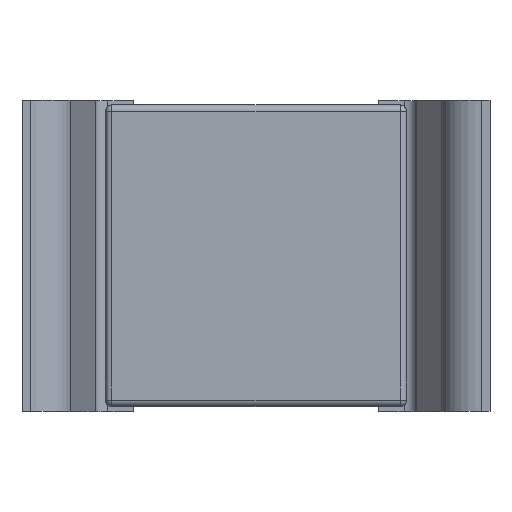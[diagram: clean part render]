
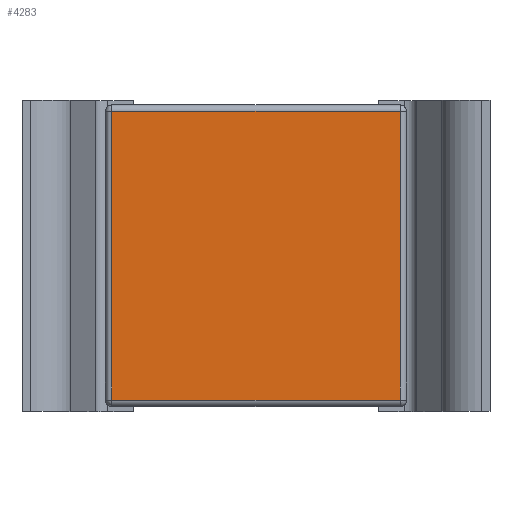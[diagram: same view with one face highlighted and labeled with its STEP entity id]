
A CAD part, top view. The second image highlights one B-rep face of the part: STEP entity #4283.
In plain terms, the highlighted planar face has unit normal (0, 0, 1).
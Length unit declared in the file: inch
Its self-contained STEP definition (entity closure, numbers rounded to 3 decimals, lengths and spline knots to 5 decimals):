
#3978=CARTESIAN_POINT('',(0.22047,-0.22047,0.81693));
#3979=VERTEX_POINT('',#3978);
#3987=CARTESIAN_POINT('',(-0.22047,-0.22047,0.81693));
#3988=VERTEX_POINT('',#3987);
#3989=CARTESIAN_POINT('',(0.22047,-0.22047,0.81693));
#3990=DIRECTION('',(-1.0,0.0,0.0));
#3991=VECTOR('',#3990,0.44094);
#3992=LINE('',#3989,#3991);
#3993=EDGE_CURVE('',#3979,#3988,#3992,.T.);
#4027=CARTESIAN_POINT('',(-0.22047,0.22047,0.81693));
#4028=VERTEX_POINT('',#4027);
#4029=CARTESIAN_POINT('',(-0.22047,-0.22047,0.81693));
#4030=DIRECTION('',(0.0,1.0,0.0));
#4031=VECTOR('',#4030,0.44094);
#4032=LINE('',#4029,#4031);
#4033=EDGE_CURVE('',#3988,#4028,#4032,.T.);
#4067=CARTESIAN_POINT('',(0.22047,0.22047,0.81693));
#4068=VERTEX_POINT('',#4067);
#4069=CARTESIAN_POINT('',(-0.22047,0.22047,0.81693));
#4070=DIRECTION('',(1.0,0.0,0.0));
#4071=VECTOR('',#4070,0.44094);
#4072=LINE('',#4069,#4071);
#4073=EDGE_CURVE('',#4028,#4068,#4072,.T.);
#4124=CARTESIAN_POINT('',(0.22047,0.22047,0.81693));
#4125=DIRECTION('',(0.0,-1.0,0.0));
#4126=VECTOR('',#4125,0.44094);
#4127=LINE('',#4124,#4126);
#4128=EDGE_CURVE('',#4068,#3979,#4127,.T.);
#4272=CARTESIAN_POINT('',(0.24252,0.24252,0.81693));
#4273=DIRECTION('',(0.0,0.0,1.0));
#4274=DIRECTION('',(1.0,0.0,0.0));
#4275=AXIS2_PLACEMENT_3D('',#4272,#4273,#4274);
#4276=PLANE('',#4275);
#4277=ORIENTED_EDGE('',*,*,#3993,.F.);
#4278=ORIENTED_EDGE('',*,*,#4128,.F.);
#4279=ORIENTED_EDGE('',*,*,#4073,.F.);
#4280=ORIENTED_EDGE('',*,*,#4033,.F.);
#4281=EDGE_LOOP('',(#4277,#4278,#4279,#4280));
#4282=FACE_OUTER_BOUND('',#4281,.T.);
#4283=ADVANCED_FACE('',(#4282),#4276,.T.);
